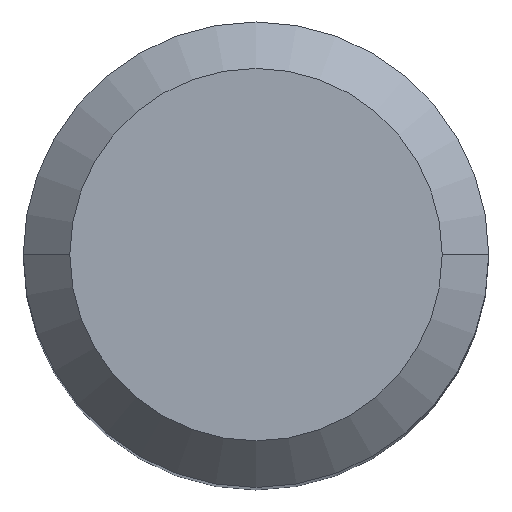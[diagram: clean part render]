
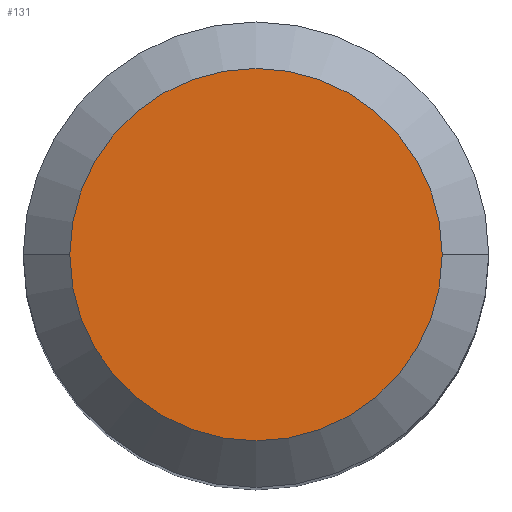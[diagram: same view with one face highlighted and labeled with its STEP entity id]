
A CAD part, top view. The second image highlights one B-rep face of the part: STEP entity #131.
In plain terms, the highlighted planar face has unit normal (0, 0, 1).
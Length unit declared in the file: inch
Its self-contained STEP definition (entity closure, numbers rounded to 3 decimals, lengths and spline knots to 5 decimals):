
#3 = AXIS2_PLACEMENT_3D ( 'NONE', #380, #146, #4 ) ;
#4 = DIRECTION ( 'NONE',  ( 1., 0., 0. ) ) ;
#10 = EDGE_LOOP ( 'NONE', ( #302, #115 ) ) ;
#41 = AXIS2_PLACEMENT_3D ( 'NONE', #454, #73, #225 ) ;
#56 = CARTESIAN_POINT ( 'NONE',  ( -0.22048, 0., 0. ) ) ;
#68 = VERTEX_POINT ( 'NONE', #472 ) ;
#73 = DIRECTION ( 'NONE',  ( 0., 0., 1. ) ) ;
#76 = DIRECTION ( 'NONE',  ( -1., 0., 0. ) ) ;
#115 = ORIENTED_EDGE ( 'NONE', *, *, #227, .T. ) ;
#131 = ADVANCED_FACE ( 'NONE', ( #260 ), #179, .F. ) ;
#146 = DIRECTION ( 'NONE',  ( 0., 0., 1. ) ) ;
#179 = PLANE ( 'NONE',  #450 ) ;
#185 = CIRCLE ( 'NONE', #41, 0.22048 ) ;
#207 = EDGE_CURVE ( 'NONE', #305, #68, #215, .T. ) ;
#215 = CIRCLE ( 'NONE', #3, 0.22048 ) ;
#225 = DIRECTION ( 'NONE',  ( 1., 0., 0. ) ) ;
#227 = EDGE_CURVE ( 'NONE', #68, #305, #185, .T. ) ;
#260 = FACE_OUTER_BOUND ( 'NONE', #10, .T. ) ;
#302 = ORIENTED_EDGE ( 'NONE', *, *, #207, .T. ) ;
#305 = VERTEX_POINT ( 'NONE', #56 ) ;
#330 = CARTESIAN_POINT ( 'NONE',  ( 0., 0., 0. ) ) ;
#380 = CARTESIAN_POINT ( 'NONE',  ( 0., 0., 0. ) ) ;
#412 = DIRECTION ( 'NONE',  ( 0., 0., -1. ) ) ;
#450 = AXIS2_PLACEMENT_3D ( 'NONE', #330, #412, #76 ) ;
#454 = CARTESIAN_POINT ( 'NONE',  ( 0., 0., 0. ) ) ;
#472 = CARTESIAN_POINT ( 'NONE',  ( 0.22048, 0., 0. ) ) ;
